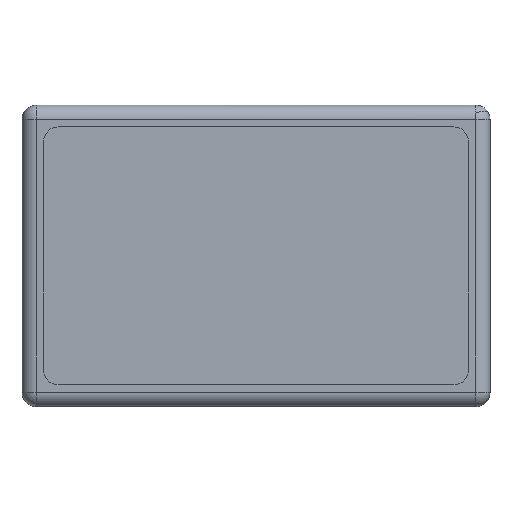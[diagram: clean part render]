
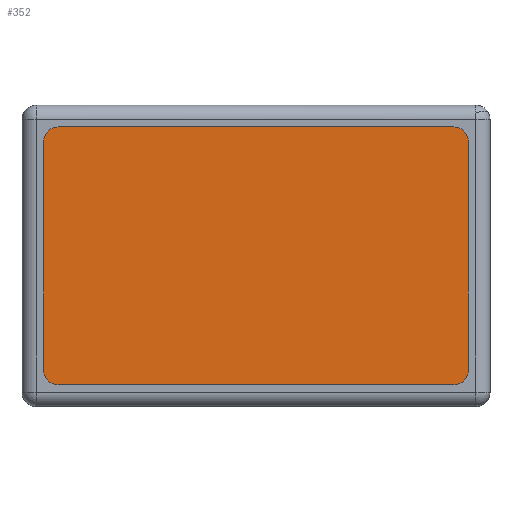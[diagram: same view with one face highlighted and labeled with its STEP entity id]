
A CAD part, top view. The second image highlights one B-rep face of the part: STEP entity #352.
In plain terms, the highlighted planar face has unit normal (0, 0, 1).
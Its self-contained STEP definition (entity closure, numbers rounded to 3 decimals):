
#70=CARTESIAN_POINT('',(14.65,7.9,10.7));
#71=VERTEX_POINT('',#70);
#72=CARTESIAN_POINT('',(14.65,-7.9,10.7));
#73=VERTEX_POINT('',#72);
#74=CARTESIAN_POINT('',(14.65,7.9,10.7));
#75=DIRECTION('',(0.0,-1.0,0.0));
#76=VECTOR('',#75,15.8);
#77=LINE('',#74,#76);
#78=EDGE_CURVE('',#71,#73,#77,.T.);
#110=CARTESIAN_POINT('',(13.65,-8.9,10.7));
#111=VERTEX_POINT('',#110);
#112=CARTESIAN_POINT('',(13.65,-7.9,10.7));
#113=DIRECTION('',(0.0,0.0,-1.0));
#114=DIRECTION('',(0.707,-0.707,0.0));
#115=AXIS2_PLACEMENT_3D('',#112,#113,#114);
#116=CIRCLE('',#115,1.0);
#117=EDGE_CURVE('',#73,#111,#116,.T.);
#143=CARTESIAN_POINT('',(-13.65,-8.9,10.7));
#144=VERTEX_POINT('',#143);
#145=CARTESIAN_POINT('',(13.65,-8.9,10.7));
#146=DIRECTION('',(-1.0,0.0,0.0));
#147=VECTOR('',#146,27.3);
#148=LINE('',#145,#147);
#149=EDGE_CURVE('',#111,#144,#148,.T.);
#174=CARTESIAN_POINT('',(-14.65,-7.9,10.7));
#175=VERTEX_POINT('',#174);
#176=CARTESIAN_POINT('',(-13.65,-7.9,10.7));
#177=DIRECTION('',(0.0,0.0,-1.0));
#178=DIRECTION('',(-0.707,-0.707,0.0));
#179=AXIS2_PLACEMENT_3D('',#176,#177,#178);
#180=CIRCLE('',#179,1.0);
#181=EDGE_CURVE('',#144,#175,#180,.T.);
#207=CARTESIAN_POINT('',(-14.65,7.9,10.7));
#208=VERTEX_POINT('',#207);
#209=CARTESIAN_POINT('',(-14.65,-7.9,10.7));
#210=DIRECTION('',(0.0,1.0,0.0));
#211=VECTOR('',#210,15.8);
#212=LINE('',#209,#211);
#213=EDGE_CURVE('',#175,#208,#212,.T.);
#238=CARTESIAN_POINT('',(-13.65,8.9,10.7));
#239=VERTEX_POINT('',#238);
#240=CARTESIAN_POINT('',(-13.65,7.9,10.7));
#241=DIRECTION('',(0.0,0.0,-1.0));
#242=DIRECTION('',(-0.707,0.707,0.0));
#243=AXIS2_PLACEMENT_3D('',#240,#241,#242);
#244=CIRCLE('',#243,1.0);
#245=EDGE_CURVE('',#208,#239,#244,.T.);
#271=CARTESIAN_POINT('',(13.65,8.9,10.7));
#272=VERTEX_POINT('',#271);
#273=CARTESIAN_POINT('',(-13.65,8.9,10.7));
#274=DIRECTION('',(1.0,0.0,0.0));
#275=VECTOR('',#274,27.3);
#276=LINE('',#273,#275);
#277=EDGE_CURVE('',#239,#272,#276,.T.);
#302=CARTESIAN_POINT('',(13.65,7.9,10.7));
#303=DIRECTION('',(0.0,0.0,-1.0));
#304=DIRECTION('',(0.707,0.707,0.0));
#305=AXIS2_PLACEMENT_3D('',#302,#303,#304);
#306=CIRCLE('',#305,1.0);
#307=EDGE_CURVE('',#272,#71,#306,.T.);
#337=CARTESIAN_POINT('',(0.0,0.,10.7));
#338=DIRECTION('',(0.0,0.0,1.0));
#339=DIRECTION('',(1.0,0.0,0.0));
#340=AXIS2_PLACEMENT_3D('',#337,#338,#339);
#341=PLANE('',#340);
#342=ORIENTED_EDGE('',*,*,#78,.F.);
#343=ORIENTED_EDGE('',*,*,#307,.F.);
#344=ORIENTED_EDGE('',*,*,#277,.F.);
#345=ORIENTED_EDGE('',*,*,#245,.F.);
#346=ORIENTED_EDGE('',*,*,#213,.F.);
#347=ORIENTED_EDGE('',*,*,#181,.F.);
#348=ORIENTED_EDGE('',*,*,#149,.F.);
#349=ORIENTED_EDGE('',*,*,#117,.F.);
#350=EDGE_LOOP('',(#342,#343,#344,#345,#346,#347,#348,#349));
#351=FACE_OUTER_BOUND('',#350,.T.);
#352=ADVANCED_FACE('',(#351),#341,.T.);
